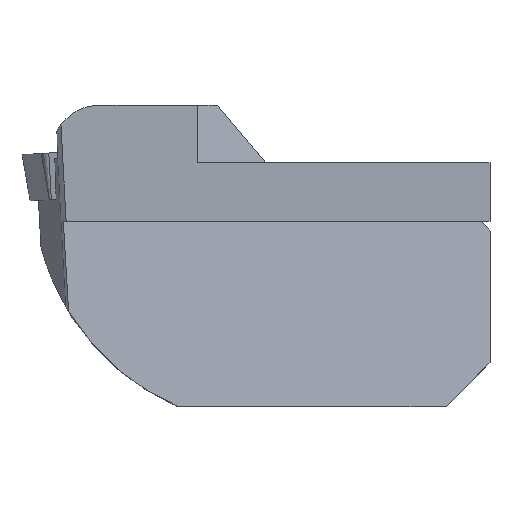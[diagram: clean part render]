
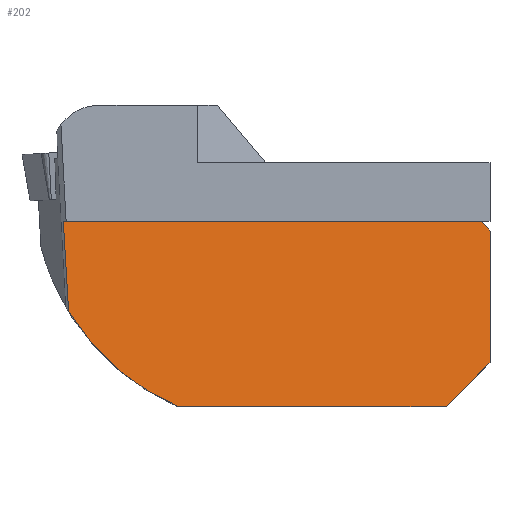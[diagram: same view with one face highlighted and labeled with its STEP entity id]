
A CAD part, top view. The second image highlights one B-rep face of the part: STEP entity #202.
In plain terms, the highlighted planar face has unit normal (0, 0.139, 0.99).
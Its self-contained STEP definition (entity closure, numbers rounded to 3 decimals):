
#202=ADVANCED_FACE('',(#316),#267,.T.);
#267=PLANE('',#1361);
#316=FACE_OUTER_BOUND('',#372,.T.);
#372=EDGE_LOOP('',(#536,#537,#538,#539,#540,#541,#542));
#446=ELLIPSE('',#1360,24.788,24.547);
#536=ORIENTED_EDGE('',*,*,#969,.F.);
#537=ORIENTED_EDGE('',*,*,#970,.T.);
#538=ORIENTED_EDGE('',*,*,#945,.T.);
#539=ORIENTED_EDGE('',*,*,#971,.F.);
#540=ORIENTED_EDGE('',*,*,#972,.F.);
#541=ORIENTED_EDGE('',*,*,#973,.T.);
#542=ORIENTED_EDGE('',*,*,#974,.T.);
#824=VERTEX_POINT('',#1889);
#825=VERTEX_POINT('',#1891);
#843=VERTEX_POINT('',#1966);
#844=VERTEX_POINT('',#1967);
#845=VERTEX_POINT('',#1970);
#846=VERTEX_POINT('',#1972);
#847=VERTEX_POINT('',#1974);
#945=EDGE_CURVE('',#825,#824,#1104,.T.);
#969=EDGE_CURVE('',#843,#844,#1115,.T.);
#970=EDGE_CURVE('',#843,#825,#446,.T.);
#971=EDGE_CURVE('',#845,#824,#1116,.T.);
#972=EDGE_CURVE('',#846,#845,#1117,.T.);
#973=EDGE_CURVE('',#846,#847,#1118,.T.);
#974=EDGE_CURVE('',#847,#844,#1119,.T.);
#1104=LINE('',#1890,#1209);
#1115=LINE('',#1965,#1220);
#1116=LINE('',#1969,#1221);
#1117=LINE('',#1971,#1222);
#1118=LINE('',#1973,#1223);
#1119=LINE('',#1975,#1224);
#1209=VECTOR('',#1518,1.);
#1220=VECTOR('',#1545,1.);
#1221=VECTOR('',#1548,1.);
#1222=VECTOR('',#1549,1.);
#1223=VECTOR('',#1550,1.);
#1224=VECTOR('',#1551,1.);
#1360=AXIS2_PLACEMENT_3D('',#1968,#1546,#1547);
#1361=AXIS2_PLACEMENT_3D('',#1976,#1552,#1553);
#1518=DIRECTION('',(1.,0.,0.));
#1545=DIRECTION('',(-0.058,0.989,-0.139));
#1546=DIRECTION('',(0.,0.139,0.99));
#1547=DIRECTION('',(0.,0.99,-0.139));
#1548=DIRECTION('',(-0.704,-0.704,0.099));
#1549=DIRECTION('',(0.,-0.99,0.139));
#1550=DIRECTION('',(-0.639,0.762,-0.107));
#1551=DIRECTION('',(-1.,0.,0.));
#1552=DIRECTION('',(0.,0.139,0.99));
#1553=DIRECTION('',(0.,-0.99,0.139));
#1889=CARTESIAN_POINT('',(8.5,-25.,2.67));
#1890=CARTESIAN_POINT('',(-8.876,-25.,2.67));
#1891=CARTESIAN_POINT('',(-18.967,-25.,2.67));
#1965=CARTESIAN_POINT('',(-30.678,-7.252,0.176));
#1966=CARTESIAN_POINT('',(-30.21,-15.249,1.3));
#1967=CARTESIAN_POINT('',(-30.751,-6.,0.));
#1968=CARTESIAN_POINT('',(-9.262,-2.453,-0.498));
#1969=CARTESIAN_POINT('',(9.49,-24.01,2.531));
#1970=CARTESIAN_POINT('',(13.,-20.5,2.038));
#1971=CARTESIAN_POINT('',(13.,-6.,0.));
#1972=CARTESIAN_POINT('',(13.,-7.,0.141));
#1973=CARTESIAN_POINT('',(3.569,4.24,-1.439));
#1974=CARTESIAN_POINT('',(12.161,-6.,0.));
#1975=CARTESIAN_POINT('',(-40.7,-6.,0.));
#1976=CARTESIAN_POINT('',(-8.876,-6.,0.));
